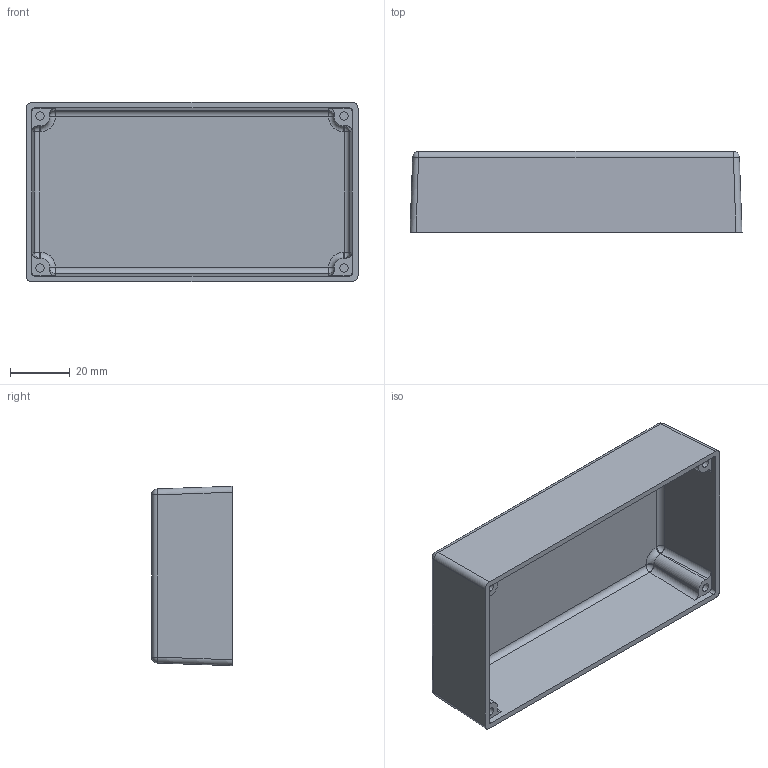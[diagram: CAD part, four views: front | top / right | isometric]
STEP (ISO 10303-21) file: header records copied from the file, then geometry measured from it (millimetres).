
FILE_DESCRIPTION (( 'STEP AP214' ), '1' );
FILE_NAME ('G0124_TOP.STEP', '2015-02-28T09:22:14', ( 'Michael' ), ( '' ), 'SwSTEP 2.0', 'SolidWorks 2014', '' );
FILE_SCHEMA (( 'AUTOMOTIVE_DESIGN' ));
Length unit declared in the file: millimetre
Products named in the file (2): G0124_瞂贂; G0124_TOP
Assembly tree (1 placements, depth 2):
  G0124_TOP
    G0124_瞂贂
Bounding box: 111 x 27 x 60 mm (x, y, z)
Volume: 30191.1 mm3; surface area: 29596.7 mm2
Topology: 1 solids, 1 shells, 83 faces, 196 edges, 108 vertices
Faces by surface type: cylinder 40, plane 27, sphere 12, torus 4
Full cylindrical faces by diameter (mm): 2.8 x4
Entity records: 2296 total; most frequent: CARTESIAN_POINT 435, DIRECTION 398, ORIENTED_EDGE 360, EDGE_CURVE 180, AXIS2_PLACEMENT_3D 151, VERTEX_POINT 108, LINE 96, VECTOR 96
